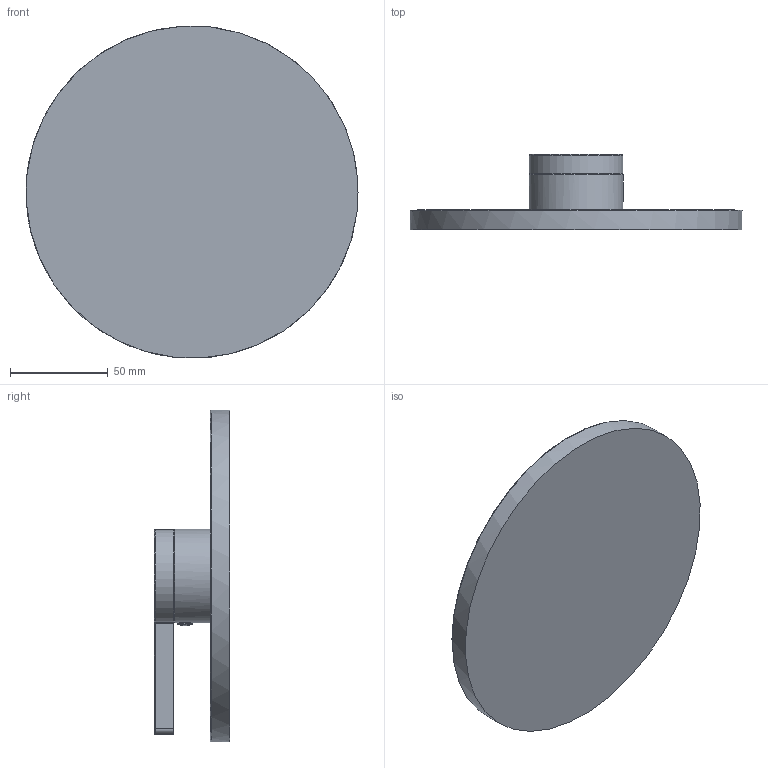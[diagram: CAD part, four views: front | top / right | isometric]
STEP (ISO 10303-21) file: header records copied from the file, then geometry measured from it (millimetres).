
FILE_DESCRIPTION(/* description */ (''),/* implementation_level */ '2;1');
FILE_NAME(/* name */ 'TVS106352110.step',/* time_stamp */ '2023-01-19T14:26:12+01:00',/* author */ (''),/* organization */ (''),/* preprocessor_version */ 'ST-DEVELOPER v19.2',/* originating_system */ 'Autodesk Translation Framework v11.17.0.187',/* authorisation */ '');
FILE_SCHEMA (('AUTOMOTIVE_DESIGN { 1 0 10303 214 3 1 1 }'));
Length unit declared in the file: millimetre
Products named in the file (4): (Nicht gespeichert); TVS106352110; Komponente2; Komponente3
Assembly tree (3 placements, depth 3):
  (Nicht gespeichert)
    TVS106352110
      Komponente2
      Komponente3
Bounding box: 169.85 x 38.6 x 169.84 mm (x, y, z)
Volume: 288551.1 mm3; surface area: 67883.7 mm2
Topology: 4 solids, 5 shells, 72 faces, 169 edges, 109 vertices
Faces by surface type: plane 29, cylinder 19, cone 11, torus 10, bspline 2, sphere 1
Full cylindrical faces by diameter (mm): 4.2 x1, 5 x1, 7.85 x1, 45 x1, 48 x1, 170 x1
Entity records: 3025 total; most frequent: CARTESIAN_POINT 1245, DIRECTION 373, ORIENTED_EDGE 330, EDGE_CURVE 168, AXIS2_PLACEMENT_3D 148, VERTEX_POINT 109, EDGE_LOOP 79, LINE 77
